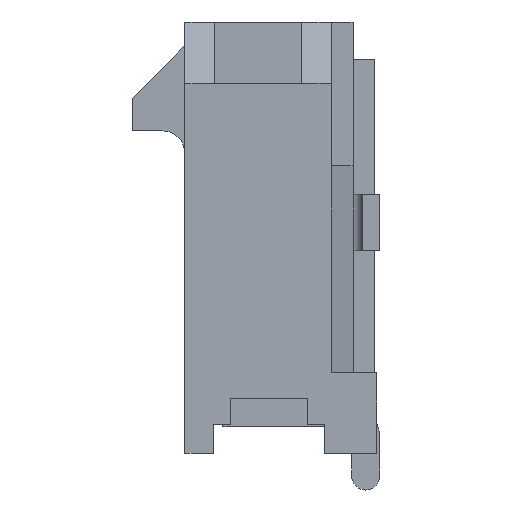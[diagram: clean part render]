
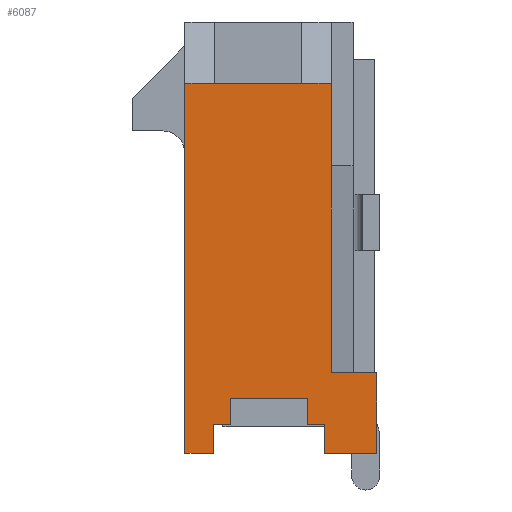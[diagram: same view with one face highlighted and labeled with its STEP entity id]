
A CAD part, left-side view. The second image highlights one B-rep face of the part: STEP entity #6087.
In plain terms, the highlighted planar face has unit normal (-1, 0, 0).
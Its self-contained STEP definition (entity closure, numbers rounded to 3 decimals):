
#1464=DIRECTION('',(0.,1.,0.));
#1465=VECTOR('',#1464,1.04);
#1466=CARTESIAN_POINT('',(-7.825,-2.47,-3.1));
#1467=LINE('',#1466,#1465);
#1580=DIRECTION('',(0.,0.,-1.));
#1581=VECTOR('',#1580,1.9);
#1582=CARTESIAN_POINT('',(-7.825,-1.43,3.55));
#1583=LINE('',#1582,#1581);
#1584=DIRECTION('',(0.,0.,1.));
#1585=VECTOR('',#1584,4.75);
#1586=CARTESIAN_POINT('',(-7.825,-1.43,-3.1));
#1587=LINE('',#1586,#1585);
#1588=DIRECTION('',(0.,0.,-1.));
#1589=VECTOR('',#1588,1.85);
#1590=CARTESIAN_POINT('',(-7.825,-2.47,-3.1));
#1591=LINE('',#1590,#1589);
#1592=DIRECTION('',(0.,1.,0.));
#1593=VECTOR('',#1592,1.2);
#1594=CARTESIAN_POINT('',(-7.825,-2.47,-4.95));
#1595=LINE('',#1594,#1593);
#1596=DIRECTION('',(0.,0.,1.));
#1597=VECTOR('',#1596,0.67);
#1598=CARTESIAN_POINT('',(-7.825,-1.27,-4.95));
#1599=LINE('',#1598,#1597);
#1600=DIRECTION('',(0.,1.,0.));
#1601=VECTOR('',#1600,0.395);
#1602=CARTESIAN_POINT('',(-7.825,-1.27,-4.28));
#1603=LINE('',#1602,#1601);
#1604=DIRECTION('',(0.,0.,-1.));
#1605=VECTOR('',#1604,0.6);
#1606=CARTESIAN_POINT('',(-7.825,-0.875,-3.68));
#1607=LINE('',#1606,#1605);
#1608=DIRECTION('',(0.,-1.,0.));
#1609=VECTOR('',#1608,1.75);
#1610=CARTESIAN_POINT('',(-7.825,0.875,-3.68));
#1611=LINE('',#1610,#1609);
#1612=DIRECTION('',(0.,0.,-1.));
#1613=VECTOR('',#1612,0.6);
#1614=CARTESIAN_POINT('',(-7.825,0.875,-3.68));
#1615=LINE('',#1614,#1613);
#1616=DIRECTION('',(0.,1.,0.));
#1617=VECTOR('',#1616,0.395);
#1618=CARTESIAN_POINT('',(-7.825,0.875,-4.28));
#1619=LINE('',#1618,#1617);
#1620=DIRECTION('',(0.,0.,-1.));
#1621=VECTOR('',#1620,0.67);
#1622=CARTESIAN_POINT('',(-7.825,1.27,-4.28));
#1623=LINE('',#1622,#1621);
#1624=DIRECTION('',(0.,1.,0.));
#1625=VECTOR('',#1624,0.66);
#1626=CARTESIAN_POINT('',(-7.825,1.27,-4.95));
#1627=LINE('',#1626,#1625);
#1628=DIRECTION('',(0.,0.,1.));
#1629=VECTOR('',#1628,8.5);
#1630=CARTESIAN_POINT('',(-7.825,1.93,-4.95));
#1631=LINE('',#1630,#1629);
#1632=DIRECTION('',(0.,1.,0.));
#1633=VECTOR('',#1632,0.68);
#1634=CARTESIAN_POINT('',(-7.825,1.25,3.55));
#1635=LINE('',#1634,#1633);
#1636=DIRECTION('',(0.,1.,0.));
#1637=VECTOR('',#1636,2.);
#1638=CARTESIAN_POINT('',(-7.825,-0.75,3.55));
#1639=LINE('',#1638,#1637);
#1640=DIRECTION('',(0.,1.,0.));
#1641=VECTOR('',#1640,0.68);
#1642=CARTESIAN_POINT('',(-7.825,-1.43,3.55));
#1643=LINE('',#1642,#1641);
#3105=CARTESIAN_POINT('',(-7.825,-2.47,-3.1));
#3106=CARTESIAN_POINT('',(-7.825,-2.47,-4.95));
#3107=VERTEX_POINT('',#3105);
#3108=VERTEX_POINT('',#3106);
#3109=CARTESIAN_POINT('',(-7.825,-1.27,-4.95));
#3110=VERTEX_POINT('',#3109);
#3117=CARTESIAN_POINT('',(-7.825,-1.27,-4.28));
#3118=VERTEX_POINT('',#3117);
#3119=CARTESIAN_POINT('',(-7.825,1.27,-4.28));
#3120=CARTESIAN_POINT('',(-7.825,1.27,-4.95));
#3121=VERTEX_POINT('',#3119);
#3122=VERTEX_POINT('',#3120);
#3123=CARTESIAN_POINT('',(-7.825,1.93,-4.95));
#3124=VERTEX_POINT('',#3123);
#3149=CARTESIAN_POINT('',(-7.825,-0.75,3.55));
#3150=CARTESIAN_POINT('',(-7.825,1.25,3.55));
#3151=VERTEX_POINT('',#3149);
#3152=VERTEX_POINT('',#3150);
#3203=CARTESIAN_POINT('',(-7.825,-0.875,-4.28));
#3205=VERTEX_POINT('',#3203);
#3207=CARTESIAN_POINT('',(-7.825,0.875,-4.28));
#3209=VERTEX_POINT('',#3207);
#3249=CARTESIAN_POINT('',(-7.825,0.875,-3.68));
#3251=VERTEX_POINT('',#3249);
#3375=CARTESIAN_POINT('',(-7.825,1.93,3.55));
#3377=VERTEX_POINT('',#3375);
#3383=CARTESIAN_POINT('',(-7.825,-0.875,-3.68));
#3384=VERTEX_POINT('',#3383);
#3415=CARTESIAN_POINT('',(-7.825,-1.43,-3.1));
#3416=VERTEX_POINT('',#3415);
#3767=CARTESIAN_POINT('',(-7.825,-1.43,3.55));
#3769=VERTEX_POINT('',#3767);
#3776=CARTESIAN_POINT('',(-7.825,-1.43,1.65));
#3778=VERTEX_POINT('',#3776);
#6058=CARTESIAN_POINT('',(-7.825,0.,0.));
#6059=DIRECTION('',(1.,0.,0.));
#6060=DIRECTION('',(0.,0.,-1.));
#6061=AXIS2_PLACEMENT_3D('',#6058,#6059,#6060);
#6062=PLANE('',#6061);
#6063=ORIENTED_EDGE('',*,*,#4669,.T.);
#6064=ORIENTED_EDGE('',*,*,#5871,.F.);
#6065=ORIENTED_EDGE('',*,*,#5898,.F.);
#6066=ORIENTED_EDGE('',*,*,#5949,.T.);
#6067=ORIENTED_EDGE('',*,*,#5975,.T.);
#6068=ORIENTED_EDGE('',*,*,#5420,.T.);
#6069=ORIENTED_EDGE('',*,*,#4245,.T.);
#6070=ORIENTED_EDGE('',*,*,#4501,.F.);
#6072=ORIENTED_EDGE('',*,*,#6071,.F.);
#6074=ORIENTED_EDGE('',*,*,#6073,.T.);
#6075=ORIENTED_EDGE('',*,*,#4265,.T.);
#6076=ORIENTED_EDGE('',*,*,#5745,.T.);
#6077=ORIENTED_EDGE('',*,*,#5646,.T.);
#6078=ORIENTED_EDGE('',*,*,#5608,.T.);
#6080=ORIENTED_EDGE('',*,*,#6079,.F.);
#6082=ORIENTED_EDGE('',*,*,#6081,.F.);
#6084=ORIENTED_EDGE('',*,*,#6083,.F.);
#6085=EDGE_LOOP('',(#6063,#6064,#6065,#6066,#6067,#6068,#6069,#6070,#6072,#6074,
#6075,#6076,#6077,#6078,#6080,#6082,#6084));
#6086=FACE_OUTER_BOUND('',#6085,.F.);
#6087=ADVANCED_FACE('',(#6086),#6062,.F.);
#4245=EDGE_CURVE('',#3118,#3205,#1603,.T.);
#4265=EDGE_CURVE('',#3209,#3121,#1619,.T.);
#4501=EDGE_CURVE('',#3384,#3205,#1607,.T.);
#4669=EDGE_CURVE('',#3769,#3778,#1583,.T.);
#5420=EDGE_CURVE('',#3110,#3118,#1599,.T.);
#5608=EDGE_CURVE('',#3124,#3377,#1631,.T.);
#5646=EDGE_CURVE('',#3122,#3124,#1627,.T.);
#5745=EDGE_CURVE('',#3121,#3122,#1623,.T.);
#5871=EDGE_CURVE('',#3416,#3778,#1587,.T.);
#5898=EDGE_CURVE('',#3107,#3416,#1467,.T.);
#5949=EDGE_CURVE('',#3107,#3108,#1591,.T.);
#5975=EDGE_CURVE('',#3108,#3110,#1595,.T.);
#6071=EDGE_CURVE('',#3251,#3384,#1611,.T.);
#6073=EDGE_CURVE('',#3251,#3209,#1615,.T.);
#6079=EDGE_CURVE('',#3152,#3377,#1635,.T.);
#6081=EDGE_CURVE('',#3151,#3152,#1639,.T.);
#6083=EDGE_CURVE('',#3769,#3151,#1643,.T.);
